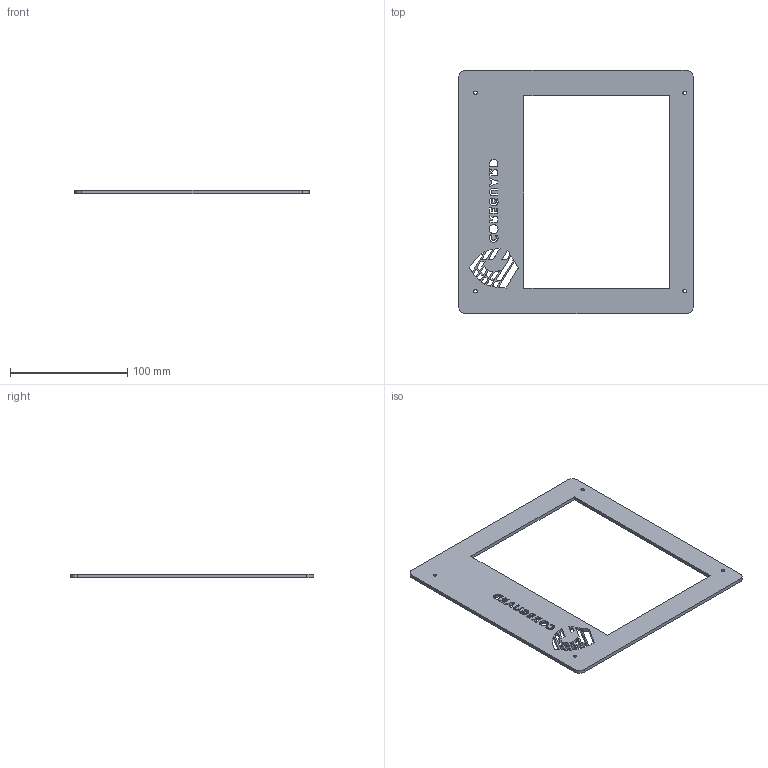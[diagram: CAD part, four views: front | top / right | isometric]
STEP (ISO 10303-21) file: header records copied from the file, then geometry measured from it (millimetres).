
FILE_DESCRIPTION(/* description */ (''),/* implementation_level */ '2;1');
FILE_NAME(/* name */ 'lower Face Plate 3mm.step',/* time_stamp */ '2020-05-16T15:56:23-04:00',/* author */ (''),/* organization */ (''),/* preprocessor_version */ 'ST-DEVELOPER v18.1',/* originating_system */ 'Autodesk Translation Framework v9.3.0.1241',/* authorisation */ '');
FILE_SCHEMA (('AUTOMOTIVE_DESIGN { 1 0 10303 214 3 1 1 }'));
Length unit declared in the file: millimetre
Products named in the file (1): lower Face Plate 3mm
Bounding box: 200 x 208 x 3 mm (x, y, z)
Volume: 60635.4 mm3; surface area: 46724.7 mm2
Topology: 1 solids, 1 shells, 852 faces, 2554 edges, 1704 vertices
Faces by surface type: plane 844, cylinder 8
Full cylindrical faces by diameter (mm): 3 x4
Entity records: 28282 total; most frequent: CARTESIAN_POINT 5111, ORIENTED_EDGE 5108, DIRECTION 4276, EDGE_CURVE 2554, LINE 2538, VECTOR 2538, VERTEX_POINT 1704, EDGE_LOOP 910
